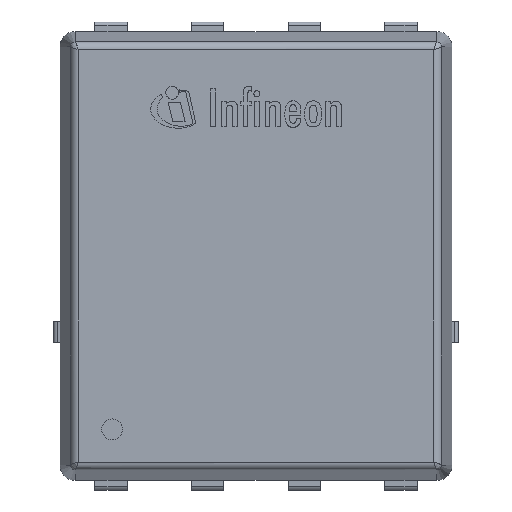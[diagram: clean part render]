
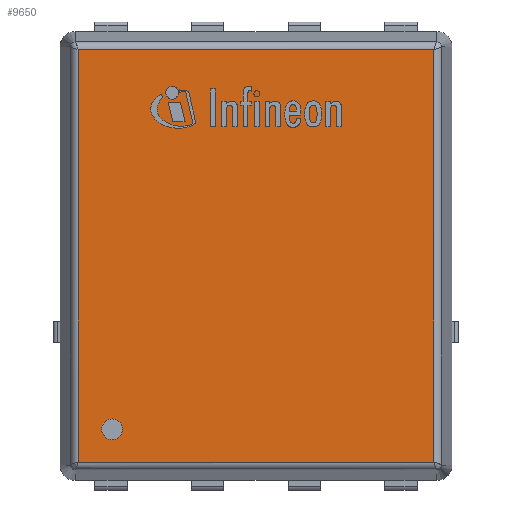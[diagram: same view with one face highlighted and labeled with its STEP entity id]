
A CAD part, top view. The second image highlights one B-rep face of the part: STEP entity #9650.
In plain terms, the highlighted planar face has unit normal (0, 0, 1).
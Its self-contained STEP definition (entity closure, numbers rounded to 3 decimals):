
#47 = LINE ( 'NONE', #8165, #6642 ) ;
#267 = DIRECTION ( 'NONE',  ( 0., -1., 0. ) ) ;
#2004 = VERTEX_POINT ( 'NONE', #7341 ) ;
#2321 = VECTOR ( 'NONE', #8168, 1000. ) ;
#2338 = PLANE ( 'NONE',  #14402 ) ;
#3494 = EDGE_CURVE ( 'NONE', #8416, #2004, #12881, .T. ) ;
#4359 = EDGE_LOOP ( 'NONE', ( #5606, #5880, #16100, #6768 ) ) ;
#4663 = DIRECTION ( 'NONE',  ( 1., 0., 0. ) ) ;
#4887 = VECTOR ( 'NONE', #7463, 1000. ) ;
#5028 = CARTESIAN_POINT ( 'NONE',  ( -2.338, 2.713, 1.1 ) ) ;
#5606 = ORIENTED_EDGE ( 'NONE', *, *, #14123, .T. ) ;
#5880 = ORIENTED_EDGE ( 'NONE', *, *, #3494, .T. ) ;
#6118 = CARTESIAN_POINT ( 'NONE',  ( 2.338, 0., 1.1 ) ) ;
#6642 = VECTOR ( 'NONE', #267, 1000. ) ;
#6740 = EDGE_CURVE ( 'NONE', #15322, #10716, #12382, .T. ) ;
#6768 = ORIENTED_EDGE ( 'NONE', *, *, #6740, .T. ) ;
#7341 = CARTESIAN_POINT ( 'NONE',  ( 2.338, -2.713, 1.1 ) ) ;
#7463 = DIRECTION ( 'NONE',  ( 0., 1., 0. ) ) ;
#7656 = CARTESIAN_POINT ( 'NONE',  ( 0., 0., 1.1 ) ) ;
#8165 = CARTESIAN_POINT ( 'NONE',  ( -2.338, 0., 1.1 ) ) ;
#8168 = DIRECTION ( 'NONE',  ( -1., 0., 0. ) ) ;
#8416 = VERTEX_POINT ( 'NONE', #12971 ) ;
#8970 = DIRECTION ( 'NONE',  ( 1., 0., 0. ) ) ;
#9650 = ADVANCED_FACE ( 'NONE', ( #15235 ), #2338, .T. ) ;
#10716 = VERTEX_POINT ( 'NONE', #5028 ) ;
#11197 = CARTESIAN_POINT ( 'NONE',  ( 0., -2.713, 1.1 ) ) ;
#12382 = LINE ( 'NONE', #15973, #2321 ) ;
#12592 = CARTESIAN_POINT ( 'NONE',  ( 2.338, 2.713, 1.1 ) ) ;
#12881 = LINE ( 'NONE', #11197, #16344 ) ;
#12971 = CARTESIAN_POINT ( 'NONE',  ( -2.338, -2.713, 1.1 ) ) ;
#14123 = EDGE_CURVE ( 'NONE', #10716, #8416, #47, .T. ) ;
#14402 = AXIS2_PLACEMENT_3D ( 'NONE', #7656, #16762, #8970 ) ;
#15235 = FACE_OUTER_BOUND ( 'NONE', #4359, .T. ) ;
#15321 = LINE ( 'NONE', #6118, #4887 ) ;
#15322 = VERTEX_POINT ( 'NONE', #12592 ) ;
#15800 = EDGE_CURVE ( 'NONE', #2004, #15322, #15321, .T. ) ;
#15973 = CARTESIAN_POINT ( 'NONE',  ( 0., 2.713, 1.1 ) ) ;
#16100 = ORIENTED_EDGE ( 'NONE', *, *, #15800, .T. ) ;
#16344 = VECTOR ( 'NONE', #4663, 1000. ) ;
#16762 = DIRECTION ( 'NONE',  ( 0., 0., 1. ) ) ;
